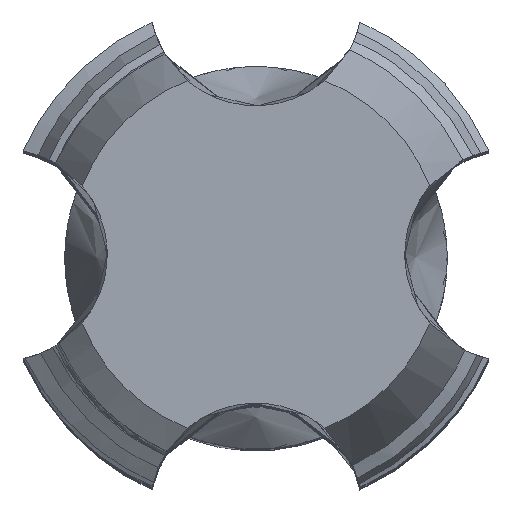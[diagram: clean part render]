
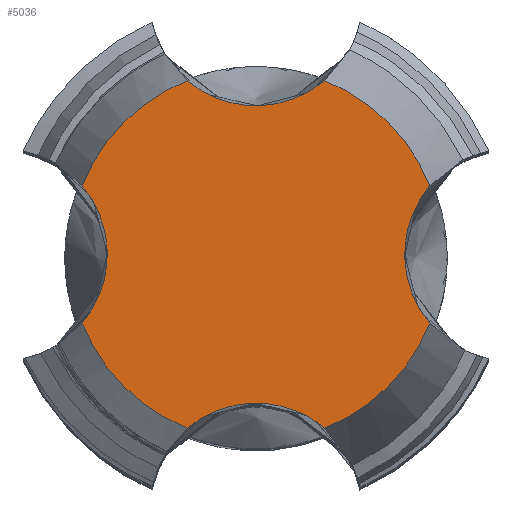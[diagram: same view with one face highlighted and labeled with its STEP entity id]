
A CAD part, top view. The second image highlights one B-rep face of the part: STEP entity #5036.
In plain terms, the highlighted free-form (B-spline) face has degree [1, 1] with [2, 2] control points.
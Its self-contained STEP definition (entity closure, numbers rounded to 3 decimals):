
#5036 = ADVANCED_FACE('',(#5037),#5103,.T.);
#5037 = FACE_BOUND('',#5038,.T.);
#5038 = EDGE_LOOP('',(#5039,#5049,#5057,#5065,#5073,#5081,#5089,#5097));
#5039 = ORIENTED_EDGE('',*,*,#5040,.T.);
#5040 = EDGE_CURVE('',#5041,#5043,#5045,.T.);
#5041 = VERTEX_POINT('',#5042);
#5042 = CARTESIAN_POINT('',(2.257,5.718,
    55.905));
#5043 = VERTEX_POINT('',#5044);
#5044 = CARTESIAN_POINT('',(-2.257,5.718,
    55.905));
#5045 = ( BOUNDED_CURVE() B_SPLINE_CURVE(2,(#5046,#5047,#5048),
.UNSPECIFIED.,.F.,.F.) B_SPLINE_CURVE_WITH_KNOTS((3,3),(0.,1.404
),.PIECEWISE_BEZIER_KNOTS.) CURVE() GEOMETRIC_REPRESENTATION_ITEM() 
RATIONAL_B_SPLINE_CURVE((1.,0.763,1.)) REPRESENTATION_ITEM('') 
  );
#5046 = CARTESIAN_POINT('',(2.257,5.718,
    55.905));
#5047 = CARTESIAN_POINT('',(0.,3.809,
    55.905));
#5048 = CARTESIAN_POINT('',(-2.257,5.718,
    55.905));
#5049 = ORIENTED_EDGE('',*,*,#5050,.T.);
#5050 = EDGE_CURVE('',#5043,#5051,#5053,.T.);
#5051 = VERTEX_POINT('',#5052);
#5052 = CARTESIAN_POINT('',(-5.718,2.257,
    55.905));
#5053 = ( BOUNDED_CURVE() B_SPLINE_CURVE(2,(#5054,#5055,#5056),
.UNSPECIFIED.,.F.,.F.) B_SPLINE_CURVE_WITH_KNOTS((3,3),(0.,
0.819),.PIECEWISE_BEZIER_KNOTS.) CURVE() 
GEOMETRIC_REPRESENTATION_ITEM() RATIONAL_B_SPLINE_CURVE((1.,
0.917,1.)) REPRESENTATION_ITEM('') );
#5054 = CARTESIAN_POINT('',(-2.257,5.718,
    55.905));
#5055 = CARTESIAN_POINT('',(-4.739,4.739,
    55.905));
#5056 = CARTESIAN_POINT('',(-5.718,2.257,
    55.905));
#5057 = ORIENTED_EDGE('',*,*,#5058,.T.);
#5058 = EDGE_CURVE('',#5051,#5059,#5061,.T.);
#5059 = VERTEX_POINT('',#5060);
#5060 = CARTESIAN_POINT('',(-5.718,-2.257,
    55.905));
#5061 = ( BOUNDED_CURVE() B_SPLINE_CURVE(2,(#5062,#5063,#5064),
.UNSPECIFIED.,.F.,.F.) B_SPLINE_CURVE_WITH_KNOTS((3,3),(0.,1.404
),.PIECEWISE_BEZIER_KNOTS.) CURVE() GEOMETRIC_REPRESENTATION_ITEM() 
RATIONAL_B_SPLINE_CURVE((1.,0.763,1.)) REPRESENTATION_ITEM('') 
  );
#5062 = CARTESIAN_POINT('',(-5.718,2.257,
    55.905));
#5063 = CARTESIAN_POINT('',(-3.809,0.,
    55.905));
#5064 = CARTESIAN_POINT('',(-5.718,-2.257,
    55.905));
#5065 = ORIENTED_EDGE('',*,*,#5066,.T.);
#5066 = EDGE_CURVE('',#5059,#5067,#5069,.T.);
#5067 = VERTEX_POINT('',#5068);
#5068 = CARTESIAN_POINT('',(-2.257,-5.718,
    55.905));
#5069 = ( BOUNDED_CURVE() B_SPLINE_CURVE(2,(#5070,#5071,#5072),
.UNSPECIFIED.,.F.,.F.) B_SPLINE_CURVE_WITH_KNOTS((3,3),(0.,
0.819),.PIECEWISE_BEZIER_KNOTS.) CURVE() 
GEOMETRIC_REPRESENTATION_ITEM() RATIONAL_B_SPLINE_CURVE((1.,
0.917,1.)) REPRESENTATION_ITEM('') );
#5070 = CARTESIAN_POINT('',(-5.718,-2.257,
    55.905));
#5071 = CARTESIAN_POINT('',(-4.739,-4.739,
    55.905));
#5072 = CARTESIAN_POINT('',(-2.257,-5.718,
    55.905));
#5073 = ORIENTED_EDGE('',*,*,#5074,.T.);
#5074 = EDGE_CURVE('',#5067,#5075,#5077,.T.);
#5075 = VERTEX_POINT('',#5076);
#5076 = CARTESIAN_POINT('',(2.257,-5.718,
    55.905));
#5077 = ( BOUNDED_CURVE() B_SPLINE_CURVE(2,(#5078,#5079,#5080),
.UNSPECIFIED.,.F.,.F.) B_SPLINE_CURVE_WITH_KNOTS((3,3),(0.,1.404
),.PIECEWISE_BEZIER_KNOTS.) CURVE() GEOMETRIC_REPRESENTATION_ITEM() 
RATIONAL_B_SPLINE_CURVE((1.,0.763,1.)) REPRESENTATION_ITEM('') 
  );
#5078 = CARTESIAN_POINT('',(-2.257,-5.718,
    55.905));
#5079 = CARTESIAN_POINT('',(0.,-3.809,
    55.905));
#5080 = CARTESIAN_POINT('',(2.257,-5.718,
    55.905));
#5081 = ORIENTED_EDGE('',*,*,#5082,.T.);
#5082 = EDGE_CURVE('',#5075,#5083,#5085,.T.);
#5083 = VERTEX_POINT('',#5084);
#5084 = CARTESIAN_POINT('',(5.718,-2.257,
    55.905));
#5085 = ( BOUNDED_CURVE() B_SPLINE_CURVE(2,(#5086,#5087,#5088),
.UNSPECIFIED.,.F.,.F.) B_SPLINE_CURVE_WITH_KNOTS((3,3),(0.,
0.819),.PIECEWISE_BEZIER_KNOTS.) CURVE() 
GEOMETRIC_REPRESENTATION_ITEM() RATIONAL_B_SPLINE_CURVE((1.,
0.917,1.)) REPRESENTATION_ITEM('') );
#5086 = CARTESIAN_POINT('',(2.257,-5.718,
    55.905));
#5087 = CARTESIAN_POINT('',(4.739,-4.739,
    55.905));
#5088 = CARTESIAN_POINT('',(5.718,-2.257,
    55.905));
#5089 = ORIENTED_EDGE('',*,*,#5090,.T.);
#5090 = EDGE_CURVE('',#5083,#5091,#5093,.T.);
#5091 = VERTEX_POINT('',#5092);
#5092 = CARTESIAN_POINT('',(5.718,2.257,
    55.905));
#5093 = ( BOUNDED_CURVE() B_SPLINE_CURVE(2,(#5094,#5095,#5096),
.UNSPECIFIED.,.F.,.F.) B_SPLINE_CURVE_WITH_KNOTS((3,3),(
0.,1.404),.PIECEWISE_BEZIER_KNOTS.) CURVE() 
GEOMETRIC_REPRESENTATION_ITEM() RATIONAL_B_SPLINE_CURVE((1.,
0.763,1.)) REPRESENTATION_ITEM('') );
#5094 = CARTESIAN_POINT('',(5.718,-2.257,
    55.905));
#5095 = CARTESIAN_POINT('',(3.809,0.,
    55.905));
#5096 = CARTESIAN_POINT('',(5.718,2.257,
    55.905));
#5097 = ORIENTED_EDGE('',*,*,#5098,.T.);
#5098 = EDGE_CURVE('',#5091,#5041,#5099,.T.);
#5099 = ( BOUNDED_CURVE() B_SPLINE_CURVE(2,(#5100,#5101,#5102),
.UNSPECIFIED.,.F.,.F.) B_SPLINE_CURVE_WITH_KNOTS((3,3),(0.,
0.819),.PIECEWISE_BEZIER_KNOTS.) CURVE() 
GEOMETRIC_REPRESENTATION_ITEM() RATIONAL_B_SPLINE_CURVE((1.,
0.917,1.)) REPRESENTATION_ITEM('') );
#5100 = CARTESIAN_POINT('',(5.718,2.257,
    55.905));
#5101 = CARTESIAN_POINT('',(4.739,4.739,
    55.905));
#5102 = CARTESIAN_POINT('',(2.257,5.718,
    55.905));
#5103 = B_SPLINE_SURFACE_WITH_KNOTS('',1,1,(
    (#5104,#5105)
    ,(#5106,#5107
    )),.UNSPECIFIED.,.F.,.F.,.F.,(2,2),(2,2),(0.,1.),(0.,1.),
  .PIECEWISE_BEZIER_KNOTS.);
#5104 = CARTESIAN_POINT('',(-5.718,5.718,
    55.905));
#5105 = CARTESIAN_POINT('',(5.718,5.718,
    55.905));
#5106 = CARTESIAN_POINT('',(-5.718,-5.718,
    55.905));
#5107 = CARTESIAN_POINT('',(5.718,-5.718,
    55.905));
